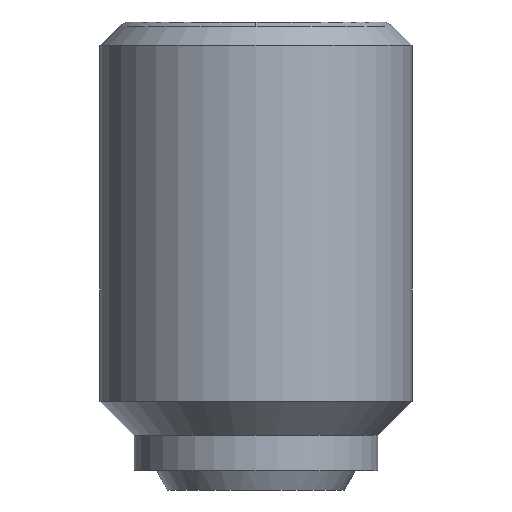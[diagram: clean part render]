
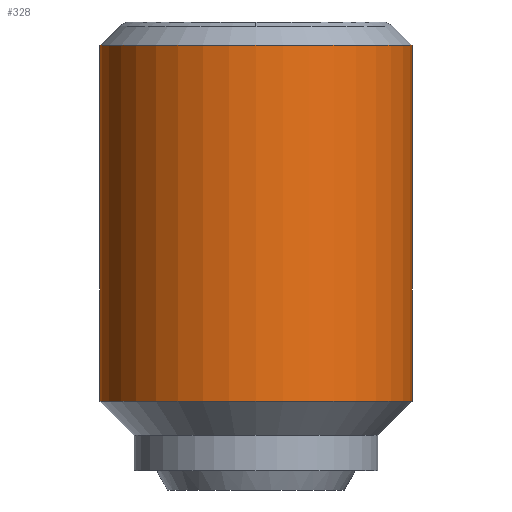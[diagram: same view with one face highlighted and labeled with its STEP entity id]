
A CAD part, front view. The second image highlights one B-rep face of the part: STEP entity #328.
In plain terms, the highlighted cylindrical face has radius 4 mm (diameter 8 mm), a partial arc.
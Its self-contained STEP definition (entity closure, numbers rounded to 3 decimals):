
#184=VERTEX_POINT('',#415);
#218=EDGE_CURVE('',#320,#284,#455,.T.);
#238=EDGE_CURVE('',#320,#272,#476,.T.);
#272=VERTEX_POINT('',#513);
#284=VERTEX_POINT('',#526);
#288=EDGE_CURVE('',#184,#272,#531,.T.);
#296=EDGE_CURVE('',#284,#184,#540,.T.);
#320=VERTEX_POINT('',#566);
#328=ADVANCED_FACE('',(#574),#575,.T.);
#415=CARTESIAN_POINT('',(4.,0.,-0.6));
#455=LINE('',#735,#736);
#476=CIRCLE('',#780,4.0);
#513=CARTESIAN_POINT('',(4.,0.,-9.725));
#526=CARTESIAN_POINT('',(-4.,0.,-0.6));
#531=LINE('',#871,#872);
#540=CIRCLE('',#882,4.0);
#566=CARTESIAN_POINT('',(-4.,0.,-9.725));
#574=FACE_OUTER_BOUND('',#924,.T.);
#575=CYLINDRICAL_SURFACE('',#925,4.0);
#735=CARTESIAN_POINT('',(-4.,0.,-5.163));
#736=VECTOR('',#1087,1.0);
#780=AXIS2_PLACEMENT_3D('',#1103,#1104,#1105);
#871=CARTESIAN_POINT('',(4.,0.,-5.163));
#872=VECTOR('',#1158,1.0);
#882=AXIS2_PLACEMENT_3D('',#1167,#1168,#1169);
#924=EDGE_LOOP('',(#1194,#1195,#1196,#1197));
#925=AXIS2_PLACEMENT_3D('',#1198,#1199,#1200);
#1087=DIRECTION('',(0.0,0.0,1.0));
#1103=CARTESIAN_POINT('',(0.,0.,-9.725));
#1104=DIRECTION('',(0.0,0.0,1.0));
#1105=DIRECTION('',(-1.0,0.,0.0));
#1158=DIRECTION('',(-0.0,-0.0,-1.0));
#1167=CARTESIAN_POINT('',(0.,0.,-0.6));
#1168=DIRECTION('',(0.0,0.0,1.0));
#1169=DIRECTION('',(-1.0,0.,0.0));
#1194=ORIENTED_EDGE('',*,*,#218,.F.);
#1195=ORIENTED_EDGE('',*,*,#238,.T.);
#1196=ORIENTED_EDGE('',*,*,#288,.F.);
#1197=ORIENTED_EDGE('',*,*,#296,.F.);
#1198=CARTESIAN_POINT('',(0.,0.,-5.163));
#1199=DIRECTION('',(-0.0,-0.0,-1.0));
#1200=DIRECTION('',(-1.0,0.,0.0));
